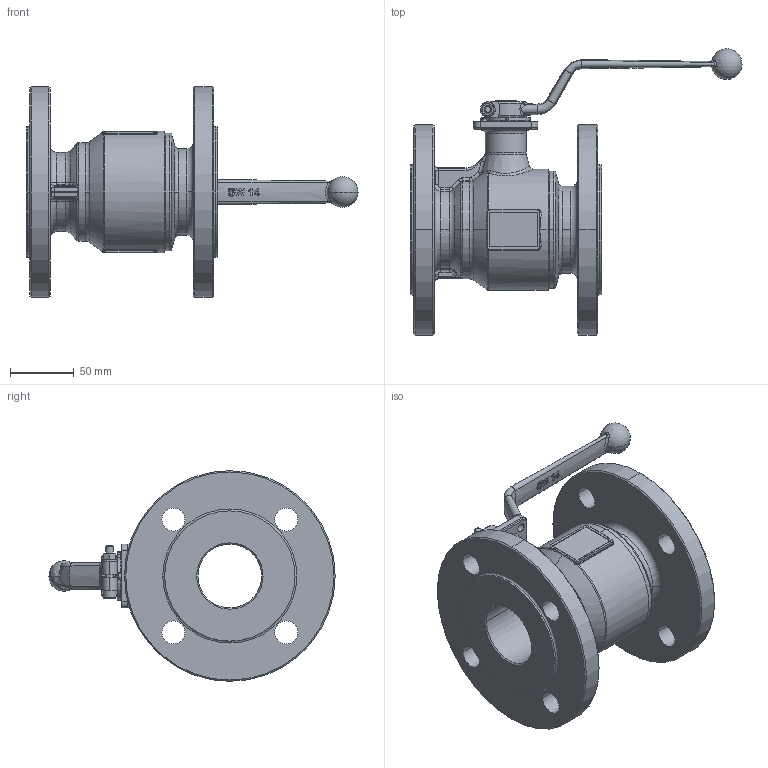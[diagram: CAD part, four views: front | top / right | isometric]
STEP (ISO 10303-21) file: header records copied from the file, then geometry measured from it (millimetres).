
FILE_DESCRIPTION(('STEP AP214'),'1');
FILE_NAME('valve_ksl75-50-16-b.stp','2017-11-22T12:59:53',('TraceParts'),('TraceParts S.A.'),'Spatial InterOp 3D',' ',' ');
FILE_SCHEMA(('automotive_design'));
Length unit declared in the file: millimetre
Products named in the file (1): valve_ksl75-50-16-b
Bounding box: 260 x 224.25 x 165 mm (x, y, z)
Volume: 1118465 mm3; surface area: 176365.7 mm2
Topology: 1 solids, 3 shells, 756 faces, 2000 edges, 1259 vertices
Faces by surface type: plane 224, cylinder 204, bspline 171, torus 82, cone 67, sphere 8
Entity records: 33040 total; most frequent: CARTESIAN_POINT 9000, ORIENTED_EDGE 3980, DIRECTION 3489, EDGE_CURVE 1990, AXIS2_PLACEMENT_3D 1353, VERTEX_POINT 1259, EDGE_LOOP 833, LINE 783
